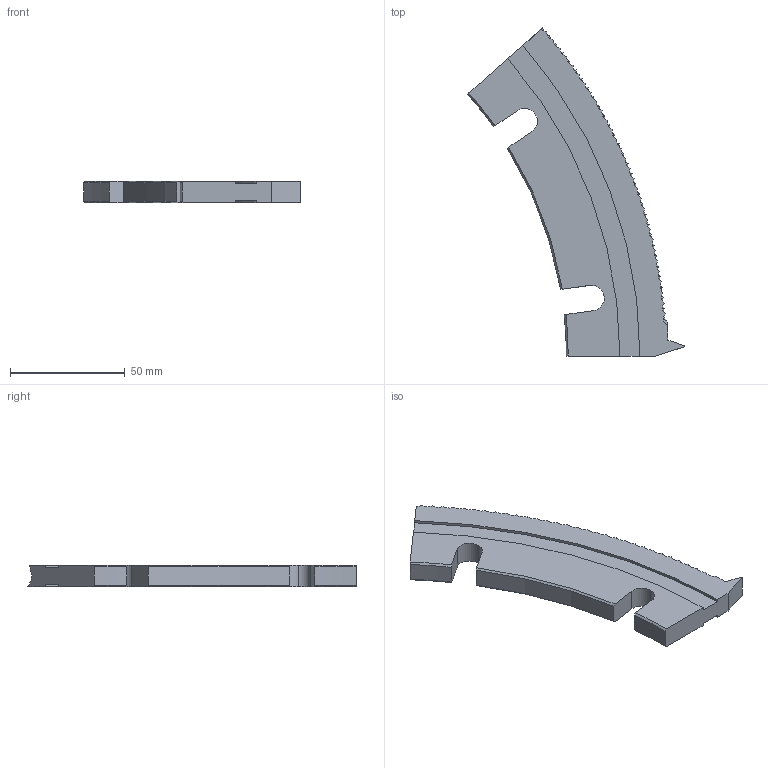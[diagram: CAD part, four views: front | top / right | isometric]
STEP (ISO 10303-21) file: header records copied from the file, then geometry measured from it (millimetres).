
FILE_DESCRIPTION (( 'STEP AP203' ), '1' );
FILE_NAME ('M5656-S.STEP', '2022-04-27T15:46:46', ( '' ), ( '' ), 'SwSTEP 2.0', 'SolidWorks 2020', '' );
FILE_SCHEMA (( 'CONFIG_CONTROL_DESIGN' ));
Length unit declared in the file: inch
Products named in the file (1): M5656-S
Bounding box: 94.67 x 143.26 x 9.49 mm (x, y, z)
Volume: 49751.2 mm3; surface area: 16336.3 mm2
Topology: 1 solids, 1 shells, 97 faces, 285 edges, 190 vertices
Faces by surface type: sphere 62, plane 15, cylinder 12, cone 6, torus 2
Entity records: 4361 total; most frequent: CARTESIAN_POINT 1681, ORIENTED_EDGE 570, DIRECTION 568, EDGE_CURVE 285, AXIS2_PLACEMENT_3D 257, VERTEX_POINT 190, CIRCLE 159, EDGE_LOOP 97
